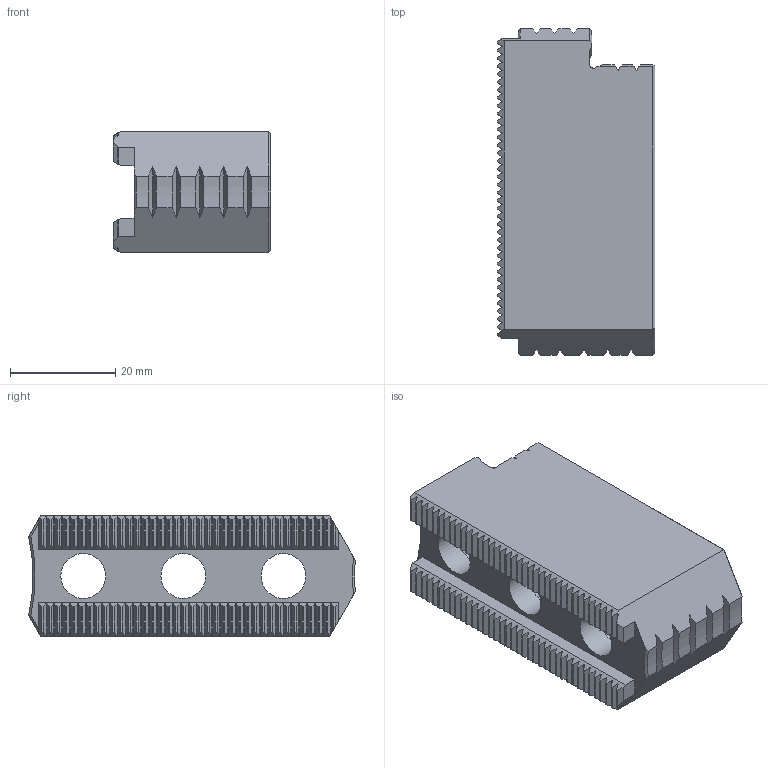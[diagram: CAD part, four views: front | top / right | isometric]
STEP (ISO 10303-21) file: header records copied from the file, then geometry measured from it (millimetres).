
FILE_DESCRIPTION (( 'STEP AP214' ), '1' );
FILE_NAME ('HB05C1-61P321806-2.STEP', '2025-09-03T00:17:26', ( '' ), ( '' ), 'SwSTEP 2.0', 'SolidWorks 2022', '' );
FILE_SCHEMA (( 'AUTOMOTIVE_DESIGN' ));
Length unit declared in the file: millimetre
Products named in the file (1): HB05C1-61P321806-2
Bounding box: 30 x 62.02 x 23 mm (x, y, z)
Volume: 26624.8 mm3; surface area: 10451 mm2
Topology: 1 solids, 1 shells, 414 faces, 1223 edges, 813 vertices
Faces by surface type: plane 272, cylinder 102, cone 38, torus 2
Full cylindrical faces by diameter (mm): 8.5 x3, 13.5 x3
Entity records: 13680 total; most frequent: CARTESIAN_POINT 3229, ORIENTED_EDGE 2422, DIRECTION 1862, EDGE_CURVE 1211, LINE 874, VECTOR 874, VERTEX_POINT 809, AXIS2_PLACEMENT_3D 494
